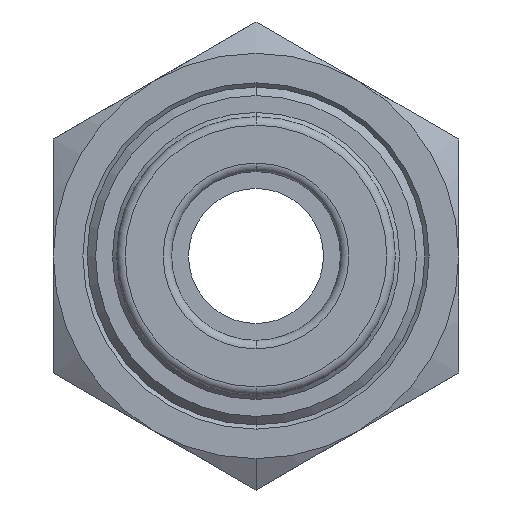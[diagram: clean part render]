
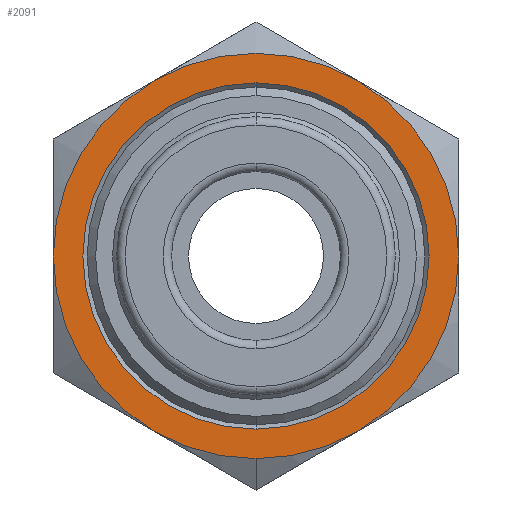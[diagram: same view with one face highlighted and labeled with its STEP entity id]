
A CAD part, left-side view. The second image highlights one B-rep face of the part: STEP entity #2091.
In plain terms, the highlighted face is planar.
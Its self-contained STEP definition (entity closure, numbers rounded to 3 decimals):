
#7 = DIRECTION ( 'NONE',  ( 0., 0., 1. ) ) ;
#18 = CARTESIAN_POINT ( 'NONE',  ( 0., 0., 3.5 ) ) ;
#30 = DIRECTION ( 'NONE',  ( 0., 0., 1. ) ) ;
#36 = DIRECTION ( 'NONE',  ( 1., 0., 0. ) ) ;
#77 = CARTESIAN_POINT ( 'NONE',  ( 0., 0., 3.5 ) ) ;
#170 = CARTESIAN_POINT ( 'NONE',  ( 13.856, 0., 3.5 ) ) ;
#250 = EDGE_CURVE ( 'NONE', #1154, #778, #1729, .T. ) ;
#257 = DIRECTION ( 'NONE',  ( 1., 0., 0. ) ) ;
#272 = CARTESIAN_POINT ( 'NONE',  ( 0., 12., 3.5 ) ) ;
#283 = CARTESIAN_POINT ( 'NONE',  ( -12., 0., 3.5 ) ) ;
#332 = CIRCLE ( 'NONE', #1964, 10.25 ) ;
#349 = AXIS2_PLACEMENT_3D ( 'NONE', #170, #2518, #664 ) ;
#354 = AXIS2_PLACEMENT_3D ( 'NONE', #18, #30, #36 ) ;
#389 = VERTEX_POINT ( 'NONE', #2450 ) ;
#436 = CIRCLE ( 'NONE', #1785, 12. ) ;
#440 = VERTEX_POINT ( 'NONE', #1275 ) ;
#459 = AXIS2_PLACEMENT_3D ( 'NONE', #2700, #1637, #257 ) ;
#497 = EDGE_LOOP ( 'NONE', ( #653, #1629 ) ) ;
#561 = CARTESIAN_POINT ( 'NONE',  ( 0., 0., 3.5 ) ) ;
#591 = CARTESIAN_POINT ( 'NONE',  ( -10.25, 0., 3.5 ) ) ;
#612 = EDGE_CURVE ( 'NONE', #778, #440, #1428, .T. ) ;
#620 = CARTESIAN_POINT ( 'NONE',  ( 0., -12., 3.5 ) ) ;
#653 = ORIENTED_EDGE ( 'NONE', *, *, #2282, .T. ) ;
#664 = DIRECTION ( 'NONE',  ( 1., 0., 0. ) ) ;
#675 = EDGE_CURVE ( 'NONE', #2187, #1154, #436, .T. ) ;
#706 = ORIENTED_EDGE ( 'NONE', *, *, #1268, .T. ) ;
#721 = ORIENTED_EDGE ( 'NONE', *, *, #675, .T. ) ;
#778 = VERTEX_POINT ( 'NONE', #620 ) ;
#807 = CARTESIAN_POINT ( 'NONE',  ( 10.392, 6., 3.5 ) ) ;
#880 = CARTESIAN_POINT ( 'NONE',  ( -10.392, -6., 3.5 ) ) ;
#887 = FACE_OUTER_BOUND ( 'NONE', #2449, .T. ) ;
#965 = DIRECTION ( 'NONE',  ( 0., 0., -1. ) ) ;
#1076 = FACE_BOUND ( 'NONE', #497, .T. ) ;
#1106 = ORIENTED_EDGE ( 'NONE', *, *, #1765, .T. ) ;
#1148 = ORIENTED_EDGE ( 'NONE', *, *, #1741, .T. ) ;
#1154 = VERTEX_POINT ( 'NONE', #880 ) ;
#1155 = VERTEX_POINT ( 'NONE', #807 ) ;
#1163 = PLANE ( 'NONE',  #349 ) ;
#1167 = AXIS2_PLACEMENT_3D ( 'NONE', #1299, #965, #2098 ) ;
#1196 = AXIS2_PLACEMENT_3D ( 'NONE', #77, #2500, #1382 ) ;
#1227 = ORIENTED_EDGE ( 'NONE', *, *, #2405, .T. ) ;
#1257 = CIRCLE ( 'NONE', #459, 12. ) ;
#1268 = EDGE_CURVE ( 'NONE', #440, #1155, #1257, .T. ) ;
#1275 = CARTESIAN_POINT ( 'NONE',  ( 10.392, -6., 3.5 ) ) ;
#1299 = CARTESIAN_POINT ( 'NONE',  ( 0., 0., 3.5 ) ) ;
#1337 = DIRECTION ( 'NONE',  ( 1., 0., 0. ) ) ;
#1382 = DIRECTION ( 'NONE',  ( 1., 0., 0. ) ) ;
#1428 = CIRCLE ( 'NONE', #354, 12. ) ;
#1465 = CIRCLE ( 'NONE', #2641, 12. ) ;
#1512 = DIRECTION ( 'NONE',  ( 0., 0., 1. ) ) ;
#1515 = CARTESIAN_POINT ( 'NONE',  ( 0., 0., 3.5 ) ) ;
#1543 = DIRECTION ( 'NONE',  ( 1., 0., 0. ) ) ;
#1563 = EDGE_CURVE ( 'NONE', #1644, #389, #332, .T. ) ;
#1611 = CARTESIAN_POINT ( 'NONE',  ( 0., 0., 3.5 ) ) ;
#1629 = ORIENTED_EDGE ( 'NONE', *, *, #1563, .T. ) ;
#1637 = DIRECTION ( 'NONE',  ( 0., 0., 1. ) ) ;
#1644 = VERTEX_POINT ( 'NONE', #591 ) ;
#1677 = DIRECTION ( 'NONE',  ( 1., 0., 0. ) ) ;
#1703 = CIRCLE ( 'NONE', #1167, 10.25 ) ;
#1729 = CIRCLE ( 'NONE', #1196, 12. ) ;
#1741 = EDGE_CURVE ( 'NONE', #2563, #2187, #2268, .T. ) ;
#1765 = EDGE_CURVE ( 'NONE', #1155, #2364, #2218, .T. ) ;
#1785 = AXIS2_PLACEMENT_3D ( 'NONE', #1515, #1512, #1543 ) ;
#1810 = DIRECTION ( 'NONE',  ( 1., 0., 0. ) ) ;
#1865 = CARTESIAN_POINT ( 'NONE',  ( -10.392, 6., 3.5 ) ) ;
#1964 = AXIS2_PLACEMENT_3D ( 'NONE', #561, #2108, #2663 ) ;
#1972 = DIRECTION ( 'NONE',  ( 0., 0., 1. ) ) ;
#2091 = ADVANCED_FACE ( 'NONE', ( #1076, #887 ), #1163, .T. ) ;
#2098 = DIRECTION ( 'NONE',  ( 1., 0., 0. ) ) ;
#2108 = DIRECTION ( 'NONE',  ( 0., 0., -1. ) ) ;
#2161 = CARTESIAN_POINT ( 'NONE',  ( 0., 0., 3.5 ) ) ;
#2187 = VERTEX_POINT ( 'NONE', #283 ) ;
#2202 = DIRECTION ( 'NONE',  ( 0., 0., 1. ) ) ;
#2218 = CIRCLE ( 'NONE', #2437, 12. ) ;
#2268 = CIRCLE ( 'NONE', #2371, 12. ) ;
#2282 = EDGE_CURVE ( 'NONE', #389, #1644, #1703, .T. ) ;
#2364 = VERTEX_POINT ( 'NONE', #272 ) ;
#2371 = AXIS2_PLACEMENT_3D ( 'NONE', #2678, #7, #1337 ) ;
#2405 = EDGE_CURVE ( 'NONE', #2364, #2563, #1465, .T. ) ;
#2437 = AXIS2_PLACEMENT_3D ( 'NONE', #2161, #2202, #1810 ) ;
#2449 = EDGE_LOOP ( 'NONE', ( #706, #1106, #1227, #1148, #721, #2577, #2493 ) ) ;
#2450 = CARTESIAN_POINT ( 'NONE',  ( 10.25, 0., 3.5 ) ) ;
#2493 = ORIENTED_EDGE ( 'NONE', *, *, #612, .T. ) ;
#2500 = DIRECTION ( 'NONE',  ( 0., 0., 1. ) ) ;
#2518 = DIRECTION ( 'NONE',  ( 0., 0., 1. ) ) ;
#2563 = VERTEX_POINT ( 'NONE', #1865 ) ;
#2577 = ORIENTED_EDGE ( 'NONE', *, *, #250, .T. ) ;
#2641 = AXIS2_PLACEMENT_3D ( 'NONE', #1611, #1972, #1677 ) ;
#2663 = DIRECTION ( 'NONE',  ( 1., 0., 0. ) ) ;
#2678 = CARTESIAN_POINT ( 'NONE',  ( 0., 0., 3.5 ) ) ;
#2700 = CARTESIAN_POINT ( 'NONE',  ( 0., 0., 3.5 ) ) ;
